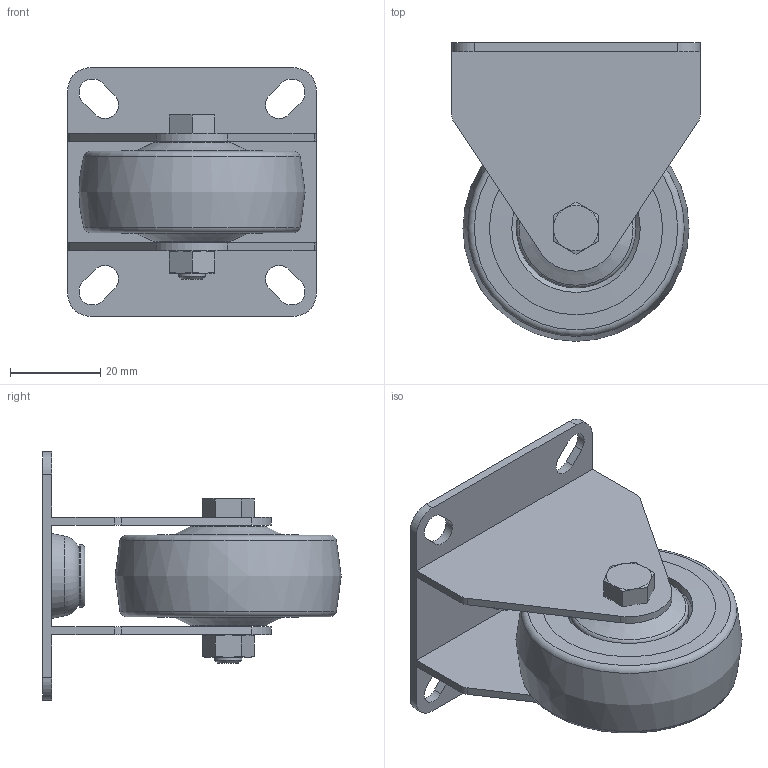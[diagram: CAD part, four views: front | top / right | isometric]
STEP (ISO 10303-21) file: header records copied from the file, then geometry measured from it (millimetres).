
FILE_DESCRIPTION(/* description */ ('RUOTA D.50 FISSA C/P'),/* implementation_level */ '2;1');
FILE_NAME(/* name */ 'CRUST0000036.stp',/* time_stamp */ '2025-02-10T12:27:28+01:00',/* author */ ('tecnico5'),/* organization */ ('CADENAS'),/* preprocessor_version */ 'ST-DEVELOPER v20',/* originating_system */ 'Autodesk Inventor 2022',/* authorisation */ ' ');
FILE_SCHEMA (('AUTOMOTIVE_DESIGN { 1 0 10303 214 3 1 1 }'));
Length unit declared in the file: millimetre
Products named in the file (7): CRUST0000036; 440000020104; 440000020105; 440000020106; 440000020111; 440000020110; 440000020109
Assembly tree (7 placements, depth 2):
  CRUST0000036
    440000020104
    440000020105
    440000020106
    440000020111
    440000020110  x2
    440000020109
Bounding box: 55 x 66 x 55 mm (x, y, z)
Volume: 44989.2 mm3; surface area: 27645.4 mm2
Topology: 7 solids, 7 shells, 155 faces, 339 edges, 210 vertices
Faces by surface type: plane 60, cone 38, cylinder 37, torus 19, bspline 1
Full cylindrical faces by diameter (mm): 4.917 x1, 5.9 x1, 6 x2, 6.2 x1, 6.3 x2, 7.9 x1, 8 x2, 8.2 x1, 12 x1, 14 x1, 25.4 x2, 26.4 x2, 28.4 x2
Entity records: 4354 total; most frequent: CARTESIAN_POINT 799, DIRECTION 734, ORIENTED_EDGE 640, EDGE_CURVE 320, AXIS2_PLACEMENT_3D 305, VERTEX_POINT 199, EDGE_LOOP 175, CIRCLE 148
